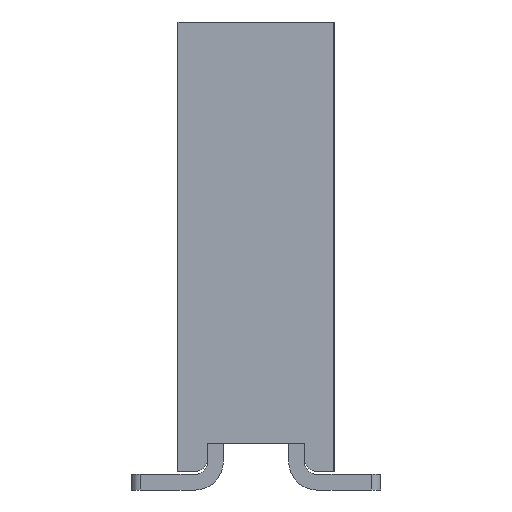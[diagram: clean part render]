
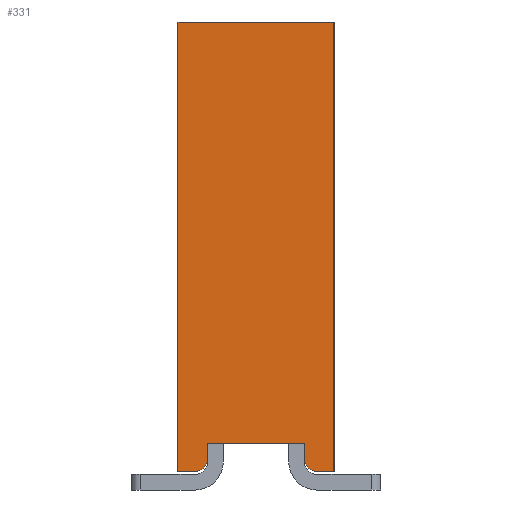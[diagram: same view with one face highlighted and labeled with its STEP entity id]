
A CAD part, left-side view. The second image highlights one B-rep face of the part: STEP entity #331.
In plain terms, the highlighted planar face has unit normal (-1, 0, 0).
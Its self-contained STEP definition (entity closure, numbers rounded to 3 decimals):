
#108=CIRCLE('',#8640,0.2);
#109=CIRCLE('',#8641,0.2);
#331=ADVANCED_FACE('',(#1145),#775,.T.);
#775=PLANE('',#8642);
#1145=FACE_OUTER_BOUND('',#1607,.T.);
#1607=EDGE_LOOP('',(#2396,#2397,#2398,#2399,#2400,#2401,#2402,#2403,#2404,
#2405));
#2396=ORIENTED_EDGE('',*,*,#5491,.T.);
#2397=ORIENTED_EDGE('',*,*,#5572,.T.);
#2398=ORIENTED_EDGE('',*,*,#5484,.T.);
#2399=ORIENTED_EDGE('',*,*,#5488,.F.);
#2400=ORIENTED_EDGE('',*,*,#5470,.F.);
#2401=ORIENTED_EDGE('',*,*,#5573,.T.);
#2402=ORIENTED_EDGE('',*,*,#5574,.T.);
#2403=ORIENTED_EDGE('',*,*,#5570,.T.);
#2404=ORIENTED_EDGE('',*,*,#5568,.T.);
#2405=ORIENTED_EDGE('',*,*,#5575,.F.);
#4663=VERTEX_POINT('',#11907);
#4664=VERTEX_POINT('',#11909);
#4672=VERTEX_POINT('',#11930);
#4675=VERTEX_POINT('',#11935);
#4680=VERTEX_POINT('',#11949);
#4681=VERTEX_POINT('',#11951);
#4755=VERTEX_POINT('',#12100);
#4757=VERTEX_POINT('',#12104);
#4759=VERTEX_POINT('',#12110);
#4760=VERTEX_POINT('',#12115);
#5470=EDGE_CURVE('',#4663,#4664,#6688,.T.);
#5484=EDGE_CURVE('',#4672,#4675,#6702,.T.);
#5488=EDGE_CURVE('',#4664,#4675,#6706,.T.);
#5491=EDGE_CURVE('',#4681,#4680,#6709,.T.);
#5568=EDGE_CURVE('',#4755,#4757,#6786,.T.);
#5570=EDGE_CURVE('',#4759,#4755,#6788,.T.);
#5572=EDGE_CURVE('',#4680,#4672,#108,.T.);
#5573=EDGE_CURVE('',#4663,#4760,#109,.T.);
#5574=EDGE_CURVE('',#4760,#4759,#6790,.T.);
#5575=EDGE_CURVE('',#4681,#4757,#6791,.T.);
#6688=LINE('',#11908,#7758);
#6702=LINE('',#11936,#7772);
#6706=LINE('',#11943,#7776);
#6709=LINE('',#11950,#7779);
#6786=LINE('',#12105,#7856);
#6788=LINE('',#12109,#7858);
#6790=LINE('',#12116,#7860);
#6791=LINE('',#12117,#7861);
#7758=VECTOR('',#9487,1.);
#7772=VECTOR('',#9505,1.);
#7776=VECTOR('',#9511,1.);
#7779=VECTOR('',#9516,1.);
#7856=VECTOR('',#9595,1.);
#7858=VECTOR('',#9599,1.);
#7860=VECTOR('',#9607,1.);
#7861=VECTOR('',#9608,1.);
#8640=AXIS2_PLACEMENT_3D('',#12113,#9603,#9604);
#8641=AXIS2_PLACEMENT_3D('',#12114,#9605,#9606);
#8642=AXIS2_PLACEMENT_3D('',#12118,#9609,#9610);
#9487=DIRECTION('',(0.,0.,1.));
#9505=DIRECTION('',(0.,0.,1.));
#9511=DIRECTION('',(0.,1.,0.));
#9516=DIRECTION('',(0.,-1.,0.));
#9595=DIRECTION('',(0.,1.,0.));
#9599=DIRECTION('',(0.,0.,1.));
#9603=DIRECTION('',(-1.,0.,0.));
#9604=DIRECTION('',(0.,0.,1.));
#9605=DIRECTION('',(-1.,0.,0.));
#9606=DIRECTION('',(0.,0.,1.));
#9607=DIRECTION('',(0.,-1.,0.));
#9608=DIRECTION('',(0.,0.,1.));
#9609=DIRECTION('',(-1.,0.,0.));
#9610=DIRECTION('',(0.,0.,1.));
#11907=CARTESIAN_POINT('',(0.,0.475,0.2));
#11908=CARTESIAN_POINT('',(0.,0.475,0.45));
#11909=CARTESIAN_POINT('',(0.,0.475,0.45));
#11930=CARTESIAN_POINT('',(0.,2.025,0.2));
#11935=CARTESIAN_POINT('',(0.,2.025,0.45));
#11936=CARTESIAN_POINT('',(0.,2.025,0.45));
#11943=CARTESIAN_POINT('',(0.,0.475,0.45));
#11949=CARTESIAN_POINT('',(0.,2.225,0.));
#11950=CARTESIAN_POINT('',(0.,1.25,0.));
#11951=CARTESIAN_POINT('',(0.,2.5,0.));
#12100=CARTESIAN_POINT('',(0.,0.,7.2));
#12104=CARTESIAN_POINT('',(0.,2.5,7.2));
#12105=CARTESIAN_POINT('',(0.,1.25,7.2));
#12109=CARTESIAN_POINT('',(0.,0.,0.));
#12110=CARTESIAN_POINT('',(0.,0.,0.));
#12113=CARTESIAN_POINT('',(0.,2.225,0.2));
#12114=CARTESIAN_POINT('',(0.,0.275,0.2));
#12115=CARTESIAN_POINT('',(0.,0.275,0.));
#12116=CARTESIAN_POINT('',(0.,1.25,0.));
#12117=CARTESIAN_POINT('',(0.,2.5,0.));
#12118=CARTESIAN_POINT('',(0.,1.25,0.));
